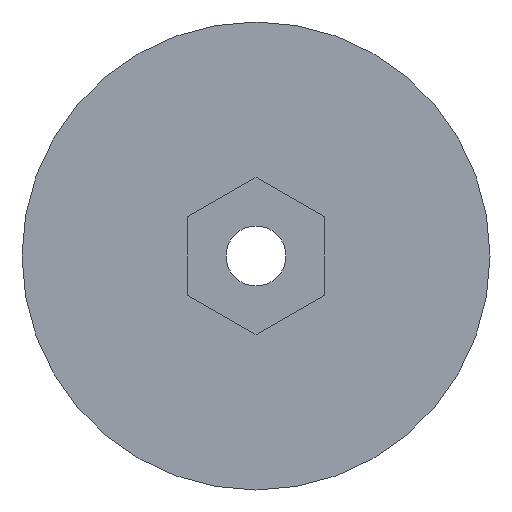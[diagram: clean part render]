
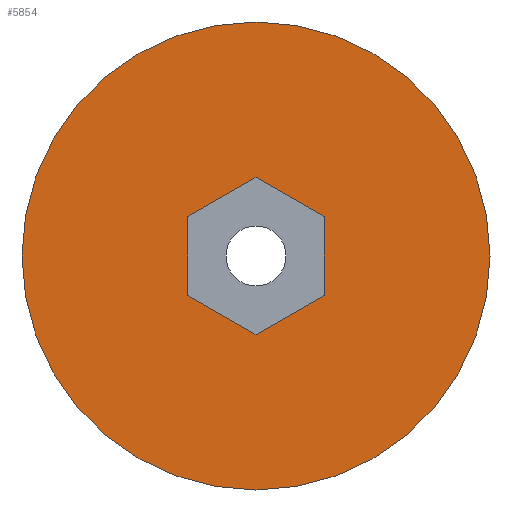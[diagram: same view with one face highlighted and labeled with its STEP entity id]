
A CAD part, left-side view. The second image highlights one B-rep face of the part: STEP entity #5854.
In plain terms, the highlighted planar face has unit normal (-1, 0, 0).
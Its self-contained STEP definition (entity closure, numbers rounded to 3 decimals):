
#115=CARTESIAN_POINT('',(0.,0.,0.));
#116=DIRECTION('',(-1.,0.,0.));
#117=DIRECTION('',(0.,1.,0.));
#118=AXIS2_PLACEMENT_3D('',#115,#116,#117);
#120=CARTESIAN_POINT('',(0.,0.,0.));
#121=DIRECTION('',(-1.,0.,0.));
#122=DIRECTION('',(0.,-1.,0.));
#123=AXIS2_PLACEMENT_3D('',#120,#121,#122);
#125=DIRECTION('',(0.,-0.866,-0.5));
#126=VECTOR('',#125,1.732);
#127=CARTESIAN_POINT('',(0.,0.,1.732));
#128=LINE('',#127,#126);
#129=DIRECTION('',(0.,-0.866,0.5));
#130=VECTOR('',#129,1.732);
#131=CARTESIAN_POINT('',(0.,1.5,0.866));
#132=LINE('',#131,#130);
#133=DIRECTION('',(0.,0.,1.));
#134=VECTOR('',#133,1.732);
#135=CARTESIAN_POINT('',(0.,1.5,-0.866));
#136=LINE('',#135,#134);
#137=DIRECTION('',(0.,0.866,0.5));
#138=VECTOR('',#137,1.732);
#139=CARTESIAN_POINT('',(0.,0.,-1.732));
#140=LINE('',#139,#138);
#141=DIRECTION('',(0.,0.866,-0.5));
#142=VECTOR('',#141,1.732);
#143=CARTESIAN_POINT('',(0.,-1.5,-0.866));
#144=LINE('',#143,#142);
#145=DIRECTION('',(0.,0.,-1.));
#146=VECTOR('',#145,1.732);
#147=CARTESIAN_POINT('',(0.,-1.5,0.866));
#148=LINE('',#147,#146);
#5748=CARTESIAN_POINT('',(0.,0.,1.732));
#5749=CARTESIAN_POINT('',(0.,-1.5,0.866));
#5750=VERTEX_POINT('',#5748);
#5751=VERTEX_POINT('',#5749);
#5752=CARTESIAN_POINT('',(0.,-1.5,-0.866));
#5753=VERTEX_POINT('',#5752);
#5754=CARTESIAN_POINT('',(0.,0.,-1.732));
#5755=VERTEX_POINT('',#5754);
#5756=CARTESIAN_POINT('',(0.,1.5,-0.866));
#5757=VERTEX_POINT('',#5756);
#5758=CARTESIAN_POINT('',(0.,1.5,0.866));
#5759=VERTEX_POINT('',#5758);
#5778=CARTESIAN_POINT('',(0.,5.158,0.));
#5779=CARTESIAN_POINT('',(0.,-5.158,0.));
#5780=VERTEX_POINT('',#5778);
#5781=VERTEX_POINT('',#5779);
#5829=CARTESIAN_POINT('',(0.,0.,0.));
#5830=DIRECTION('',(1.,0.,0.));
#5831=DIRECTION('',(0.,-1.,0.));
#5832=AXIS2_PLACEMENT_3D('',#5829,#5830,#5831);
#5833=PLANE('',#5832);
#5835=ORIENTED_EDGE('',*,*,#5834,.F.);
#5837=ORIENTED_EDGE('',*,*,#5836,.F.);
#5838=EDGE_LOOP('',(#5835,#5837));
#5839=FACE_OUTER_BOUND('',#5838,.F.);
#5841=ORIENTED_EDGE('',*,*,#5840,.F.);
#5843=ORIENTED_EDGE('',*,*,#5842,.F.);
#5845=ORIENTED_EDGE('',*,*,#5844,.F.);
#5847=ORIENTED_EDGE('',*,*,#5846,.F.);
#5849=ORIENTED_EDGE('',*,*,#5848,.F.);
#5851=ORIENTED_EDGE('',*,*,#5850,.F.);
#5852=EDGE_LOOP('',(#5841,#5843,#5845,#5847,#5849,#5851));
#5853=FACE_BOUND('',#5852,.F.);
#119=CIRCLE('',#118,5.158);
#124=CIRCLE('',#123,5.158);
#5834=EDGE_CURVE('',#5780,#5781,#119,.T.);
#5836=EDGE_CURVE('',#5781,#5780,#124,.T.);
#5840=EDGE_CURVE('',#5750,#5751,#128,.T.);
#5842=EDGE_CURVE('',#5759,#5750,#132,.T.);
#5844=EDGE_CURVE('',#5757,#5759,#136,.T.);
#5846=EDGE_CURVE('',#5755,#5757,#140,.T.);
#5848=EDGE_CURVE('',#5753,#5755,#144,.T.);
#5850=EDGE_CURVE('',#5751,#5753,#148,.T.);
#5854=ADVANCED_FACE('',(#5839,#5853),#5833,.F.);
